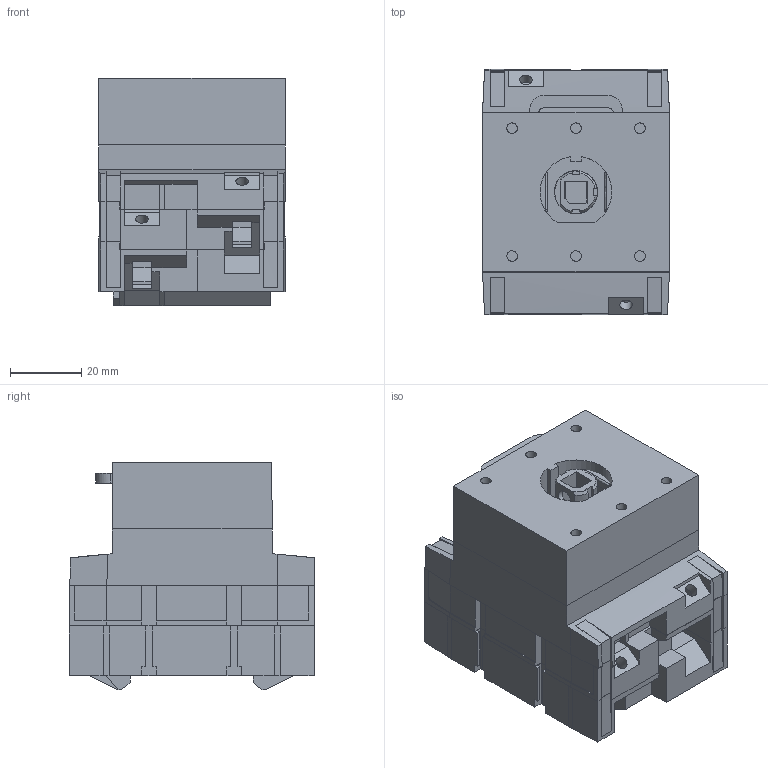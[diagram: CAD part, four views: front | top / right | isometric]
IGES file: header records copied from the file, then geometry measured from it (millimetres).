
Global section: file name: OTDC16-32FT2_palikkamalli.igs; preprocessor: I-DEAS 3D IGES Translator 15; date: 20120523.150709; units: millimetre
Bounding box: 52.5 x 69.2 x 64.1 mm (x, y, z)
Volume: 167042.5 mm3; surface area: 49602.6 mm2
Topology: 6 solids, 6 shells, 506 faces, 1463 edges, 972 vertices
Faces by surface type: bspline 506
